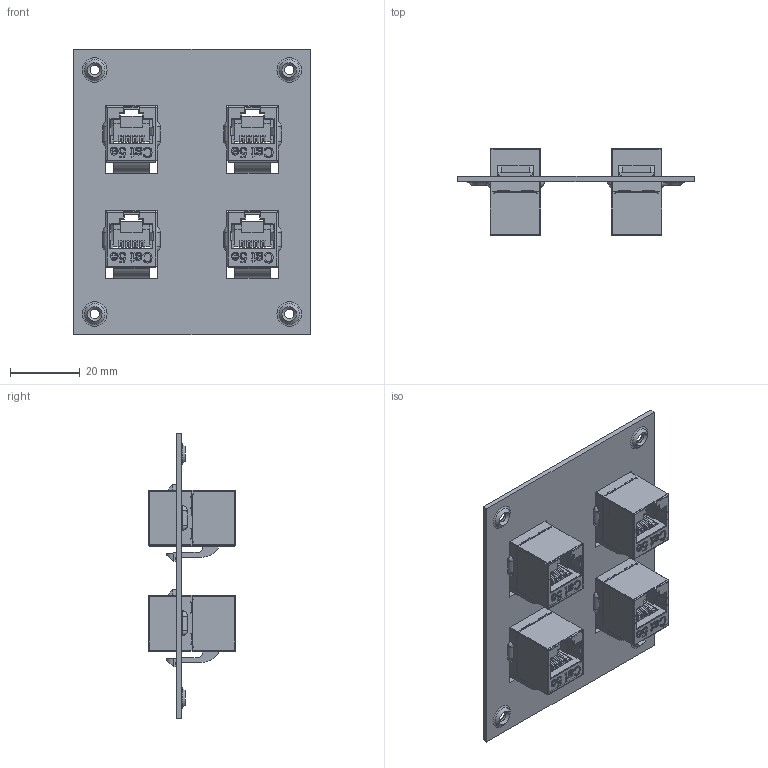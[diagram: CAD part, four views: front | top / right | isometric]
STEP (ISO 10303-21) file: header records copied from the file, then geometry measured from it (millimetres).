
FILE_DESCRIPTION (( 'STEP AP214' ), '1' );
FILE_NAME ('USP4SMC5BM.STEP', '2018-04-25T14:58:06', ( '' ), ( '' ), 'SwSTEP 2.0', 'SolidWorks 2017', '' );
FILE_SCHEMA (( 'AUTOMOTIVE_DESIGN' ));
Length unit declared in the file: inch
Products named in the file (12): TDG1026KS-Cx-MINI - REAR HOUSING SHIELD_Cat 5e; TDG1026KS-Cx-MINI - FRONT HOUSING SHIELD_Cat 5e; TDG1026KS-Cx-MINI - REAR HOUSING; TDG1026KS-Cx-MINI - FRONT HOUSING; 1AR03-002; USP4SMC5BM; TDG1026KS-Cx-MINI_Cat 5e; TDG1026KS-Cx - PCB; TDG1026KS-Cx - PCB(UQ-2); TDG1026KS-Cx - PCB(UQ-1); TDG1026KS-Cx - PCB CONTACT MOUNT
Assembly tree (28 placements, depth 4):
  USP4SMC5BM
    1AR03-002
    TDG1026KS-Cx-MINI_Cat 5e  x4
      TDG1026KS-Cx-MINI - FRONT HOUSING
      TDG1026KS-Cx-MINI - REAR HOUSING
      TDG1026KS-Cx-MINI - FRONT HOUSING SHIELD_Cat 5e
      TDG1026KS-Cx-MINI - REAR HOUSING SHIELD_Cat 5e
      TDG1026KS-Cx - PCB
        TDG1026KS-Cx - PCB
        TDG1026KS-Cx - PCB CONTACT MOUNT
        TDG1026KS-Cx - PCB(UQ-1)  x5
        TDG1026KS-Cx - PCB(UQ-2)  x11
Bounding box: 68.07 x 25 x 82.04 mm (x, y, z)
Volume: 18715.6 mm3; surface area: 48042.5 mm2
Topology: 89 solids, 89 shells, 5622 faces, 14736 edges, 9260 vertices
Faces by surface type: plane 3858, cylinder 1064, bspline 632, sphere 48, cone 12, torus 8
Full cylindrical faces by diameter (mm): 0.46 x212, 2.705 x4
Entity records: 46897 total; most frequent: CARTESIAN_POINT 13400, ORIENTED_EDGE 7070, DIRECTION 6309, EDGE_CURVE 3535, LINE 2791, VECTOR 2791, VERTEX_POINT 2246, AXIS2_PLACEMENT_3D 1759
